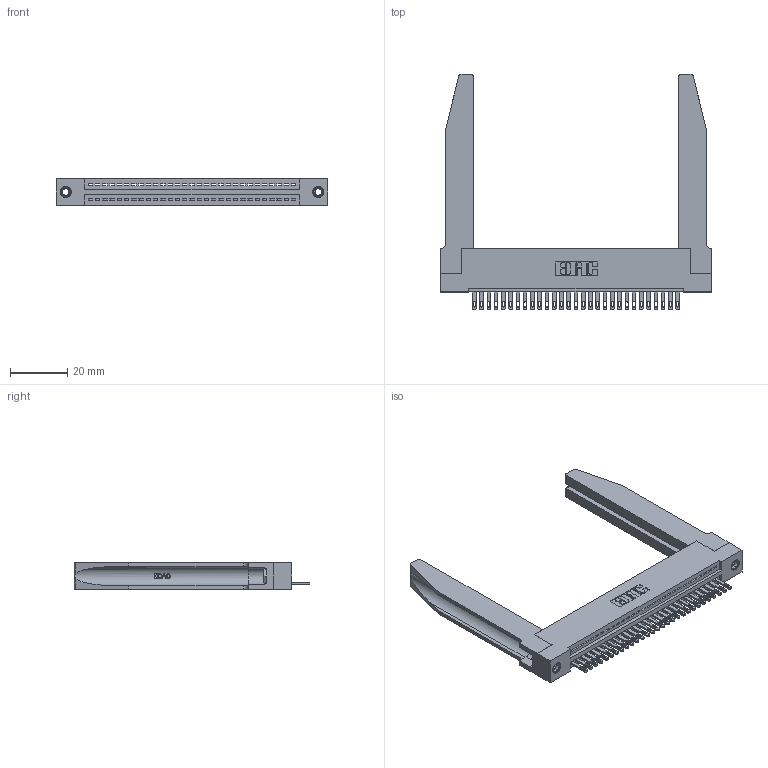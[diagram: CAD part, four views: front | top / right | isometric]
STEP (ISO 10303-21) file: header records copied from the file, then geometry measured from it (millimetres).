
FILE_DESCRIPTION (( 'STEP AP203' ), '1' );
FILE_NAME ('345-029-500-178.STEP', '2019-10-07T06:40:06', ( '' ), ( '' ), 'SwSTEP 2.0', 'SolidWorks 2016', '' );
FILE_SCHEMA (( 'CONFIG_CONTROL_DESIGN' ));
Length unit declared in the file: inch
Products named in the file (5): 345-292-001_345-293-100; 345-220-078_345-220-078; 345 Part_Flush Mounting Lugs - 0.156 Dia-TH; 345-029-500-178; 345-250-001_345-250-001-102
Assembly tree (34 placements, depth 2):
  345-029-500-178
    345 Part_Flush Mounting Lugs - 0.156 Dia-TH
    345-292-001_345-293-100  x29
    345-250-001_345-250-001-102  x2
    345-220-078_345-220-078  x2
Bounding box: 94.89 x 82.47 x 9.4 mm (x, y, z)
Volume: 16695.1 mm3; surface area: 18594 mm2
Topology: 34 solids, 34 shells, 1926 faces, 5821 edges, 3870 vertices
Faces by surface type: plane 1208, cylinder 666, bspline 36, cone 12, torus 4
Entity records: 28246 total; most frequent: CARTESIAN_POINT 5790, ORIENTED_EDGE 4650, DIRECTION 4085, EDGE_CURVE 2325, VECTOR 1979, LINE 1979, VERTEX_POINT 1544, AXIS2_PLACEMENT_3D 1053
